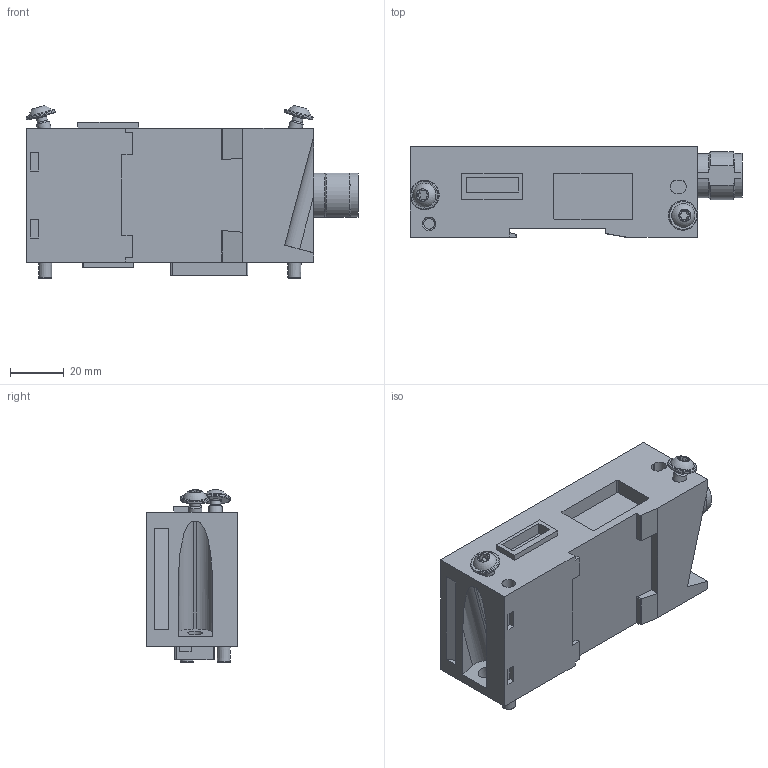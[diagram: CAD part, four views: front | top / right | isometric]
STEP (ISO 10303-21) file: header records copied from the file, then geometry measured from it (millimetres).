
FILE_DESCRIPTION(/* description */ ('STEP AP214'),/* implementation_level */ '2;1');
FILE_NAME(/* name */ '8129254_CPX-AP-A-S-1-M18-4P',/* time_stamp */ '2024-08-07T18:53:24+02:00',/* author */ ('License CC BY-ND 4.0'),/* organization */ ('CADENAS'),/* preprocessor_version */ 'ST-DEVELOPER v19.3',/* originating_system */ 'PARTsolutions',/* authorisation */ ' ');
FILE_SCHEMA (('AUTOMOTIVE_DESIGN {1 0 10303 214 3 1 1}'));
Length unit declared in the file: millimetre
Products named in the file (3): 8129254 CPX-AP-A-S-1-M18-4P---(high); 8129254 CPX-AP-A-S-1-M18-4P---(high_ib); 8109130 DPT-RW-TP-5x16-PT10
Assembly tree (3 placements, depth 2):
  8129254 CPX-AP-A-S-1-M18-4P---(high)
    8129254 CPX-AP-A-S-1-M18-4P---(high_ib)
    8109130 DPT-RW-TP-5x16-PT10  x2
Bounding box: 123.9 x 33.8 x 64.44 mm (x, y, z)
Volume: 61821.1 mm3; surface area: 36700.6 mm2
Topology: 3 solids, 3 shells, 372 faces, 920 edges, 600 vertices
Faces by surface type: plane 170, cylinder 157, torus 33, cone 11, sphere 1
Full cylindrical faces by diameter (mm): 1.98 x4, 2.6 x4, 3.15 x4, 3.9 x2, 4 x6, 5 x3, 5.25 x2, 5.39 x2, 11 x2, 13.9 x1
Entity records: 10135 total; most frequent: DIRECTION 1816, CARTESIAN_POINT 1751, ORIENTED_EDGE 1596, EDGE_CURVE 798, AXIS2_PLACEMENT_3D 682, VERTEX_POINT 561, EDGE_LOOP 455, FACE_BOUND 455
